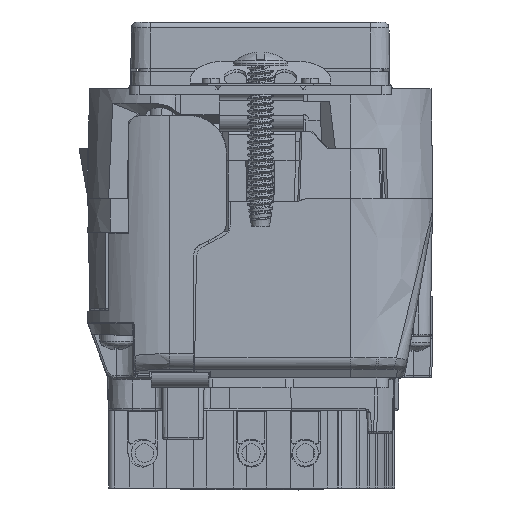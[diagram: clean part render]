
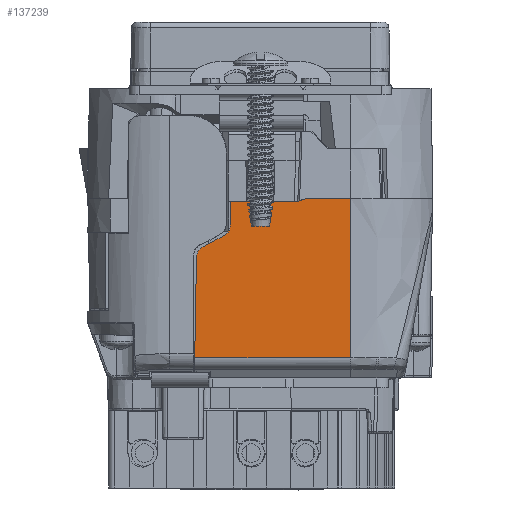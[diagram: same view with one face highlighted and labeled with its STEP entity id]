
A CAD part, front view. The second image highlights one B-rep face of the part: STEP entity #137239.
In plain terms, the highlighted planar face has unit normal (0, -1, -0.018).
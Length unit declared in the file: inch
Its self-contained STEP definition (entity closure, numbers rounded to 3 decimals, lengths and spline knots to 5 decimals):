
#172 = FACE_OUTER_BOUND ( 'NONE', #58734, .T. ) ;
#1063 = DIRECTION ( 'NONE',  ( -0.94, 0.006, -0.342 ) ) ;
#6474 = CARTESIAN_POINT ( 'NONE',  ( 1.71207, 0.83673, 2.05274 ) ) ;
#12324 = CARTESIAN_POINT ( 'NONE',  ( 1.71305, 0.83673, 2.05274 ) ) ;
#17322 = CARTESIAN_POINT ( 'NONE',  ( 1.71205, 0.83673, 2.05274 ) ) ;
#22949 =( BOUNDED_CURVE ( )  B_SPLINE_CURVE ( 3, ( #124639, #217343, #162966, #66311 ),
 .UNSPECIFIED., .F., .T. ) 
 B_SPLINE_CURVE_WITH_KNOTS ( ( 4, 4 ),
 ( 0.41348, 1.55334 ),
 .UNSPECIFIED. ) 
 CURVE ( )  GEOMETRIC_REPRESENTATION_ITEM ( )  RATIONAL_B_SPLINE_CURVE ( ( 1., 0.895, 0.895, 1. ) ) 
 REPRESENTATION_ITEM ( '' )  );
#24746 = VERTEX_POINT ( 'NONE', #194908 ) ;
#26655 = B_SPLINE_CURVE_WITH_KNOTS ( 'NONE', 3,
 ( #217319, #127194, #6474, #235628, #88122, #184074, #158942 ),
 .UNSPECIFIED., .F., .F.,
 ( 4, 3, 4 ),
 ( 0., 0., 0.00003 ),
 .UNSPECIFIED. ) ;
#28887 = EDGE_CURVE ( 'NONE', #141557, #159531, #133547, .T. ) ;
#30380 = EDGE_CURVE ( 'NONE', #118416, #24746, #227554, .T. ) ;
#32655 = EDGE_CURVE ( 'NONE', #138882, #113583, #26655, .T. ) ;
#36549 = VERTEX_POINT ( 'NONE', #208417 ) ;
#38489 = DIRECTION ( 'NONE',  ( 0., -1., -0.017 ) ) ;
#38789 = EDGE_CURVE ( 'NONE', #184693, #57666, #210543, .T. ) ;
#39555 = DIRECTION ( 'NONE',  ( -1., 0., 0. ) ) ;
#40315 = LINE ( 'NONE', #117083, #88198 ) ;
#41187 = ORIENTED_EDGE ( 'NONE', *, *, #115734, .F. ) ;
#44624 = ORIENTED_EDGE ( 'NONE', *, *, #132265, .T. ) ;
#51247 = CARTESIAN_POINT ( 'NONE',  ( 1.08318, 0.82596, 2.66972 ) ) ;
#52289 = LINE ( 'NONE', #225496, #168629 ) ;
#55094 = CARTESIAN_POINT ( 'NONE',  ( 0.93041, 0.83673, 2.05274 ) ) ;
#57666 = VERTEX_POINT ( 'NONE', #55094 ) ;
#58466 = CARTESIAN_POINT ( 'NONE',  ( 1.71305, 0.82277, 2.85222 ) ) ;
#58734 = EDGE_LOOP ( 'NONE', ( #168213, #150569, #122358, #105347, #44624, #190804, #216605, #94426, #128846, #156956, #41187, #128827 ) ) ;
#59641 = CARTESIAN_POINT ( 'NONE',  ( 1.11005, 0.82509, 2.71975 ) ) ;
#63379 = CARTESIAN_POINT ( 'NONE',  ( 1.08318, 0.82596, 2.66972 ) ) ;
#64728 =( BOUNDED_CURVE ( )  B_SPLINE_CURVE ( 3, ( #59641, #157162, #214778, #78878 ),
 .UNSPECIFIED., .F., .T. ) 
 B_SPLINE_CURVE_WITH_KNOTS ( ( 4, 4 ),
 ( 1.5708, 2.55667 ),
 .UNSPECIFIED. ) 
 CURVE ( )  GEOMETRIC_REPRESENTATION_ITEM ( )  RATIONAL_B_SPLINE_CURVE ( ( 1., 0.921, 0.921, 1. ) ) 
 REPRESENTATION_ITEM ( '' )  );
#66311 = CARTESIAN_POINT ( 'NONE',  ( 0.93921, 0.82793, 2.55689 ) ) ;
#68464 = VERTEX_POINT ( 'NONE', #205154 ) ;
#68534 = CARTESIAN_POINT ( 'NONE',  ( 0.93921, 0.82793, 2.55689 ) ) ;
#70287 = VERTEX_POINT ( 'NONE', #136644 ) ;
#74548 = CARTESIAN_POINT ( 'NONE',  ( 0.92948, 0.83766, 1.99949 ) ) ;
#76072 = PLANE ( 'NONE',  #135815 ) ;
#77301 = LINE ( 'NONE', #12324, #112918 ) ;
#78878 = CARTESIAN_POINT ( 'NONE',  ( 1.08318, 0.82596, 2.66972 ) ) ;
#88122 = CARTESIAN_POINT ( 'NONE',  ( 1.7124, 0.83673, 2.05274 ) ) ;
#88198 = VECTOR ( 'NONE', #39555, 39.37008 ) ;
#90380 = VECTOR ( 'NONE', #219548, 39.37008 ) ;
#91116 = VECTOR ( 'NONE', #149598, 39.37008 ) ;
#92371 = EDGE_CURVE ( 'NONE', #113583, #36549, #154780, .T. ) ;
#94426 = ORIENTED_EDGE ( 'NONE', *, *, #30380, .T. ) ;
#105347 = ORIENTED_EDGE ( 'NONE', *, *, #92371, .T. ) ;
#106570 = DIRECTION ( 'NONE',  ( 1., 0., 0. ) ) ;
#112874 = VECTOR ( 'NONE', #246828, 39.37008 ) ;
#112918 = VECTOR ( 'NONE', #106570, 39.37008 ) ;
#113397 = CARTESIAN_POINT ( 'NONE',  ( 1.71305, 0.82277, 2.85222 ) ) ;
#113583 = VERTEX_POINT ( 'NONE', #241851 ) ;
#115262 = CARTESIAN_POINT ( 'NONE',  ( 1.48901, 0.82277, 2.85222 ) ) ;
#115734 = EDGE_CURVE ( 'NONE', #70287, #137363, #223326, .T. ) ;
#117083 = CARTESIAN_POINT ( 'NONE',  ( 1.71305, 0.82277, 2.85222 ) ) ;
#118416 = VERTEX_POINT ( 'NONE', #223450 ) ;
#120052 = CARTESIAN_POINT ( 'NONE',  ( 1.45282, 0.82301, 2.83868 ) ) ;
#122358 = ORIENTED_EDGE ( 'NONE', *, *, #32655, .T. ) ;
#124639 = CARTESIAN_POINT ( 'NONE',  ( 0.97509, 0.82699, 2.61079 ) ) ;
#127194 = CARTESIAN_POINT ( 'NONE',  ( 1.71206, 0.83673, 2.05274 ) ) ;
#128827 = ORIENTED_EDGE ( 'NONE', *, *, #182070, .T. ) ;
#128846 = ORIENTED_EDGE ( 'NONE', *, *, #128949, .T. ) ;
#128949 = EDGE_CURVE ( 'NONE', #24746, #68464, #52289, .T. ) ;
#132265 = EDGE_CURVE ( 'NONE', #36549, #141557, #40315, .T. ) ;
#133547 = LINE ( 'NONE', #190425, #145468 ) ;
#135815 = AXIS2_PLACEMENT_3D ( 'NONE', #58466, #38489, #170334 ) ;
#136644 = CARTESIAN_POINT ( 'NONE',  ( 0.97509, 0.82699, 2.61079 ) ) ;
#137239 = ADVANCED_FACE ( 'NONE', ( #172 ), #76072, .T. ) ;
#137363 = VERTEX_POINT ( 'NONE', #63379 ) ;
#138629 = EDGE_CURVE ( 'NONE', #159531, #118416, #199856, .T. ) ;
#138882 = VERTEX_POINT ( 'NONE', #17322 ) ;
#141557 = VERTEX_POINT ( 'NONE', #115262 ) ;
#145468 = VECTOR ( 'NONE', #1063, 39.37008 ) ;
#149598 = DIRECTION ( 'NONE',  ( -0.017, 0.017, -1. ) ) ;
#150569 = ORIENTED_EDGE ( 'NONE', *, *, #178413, .T. ) ;
#153399 = EDGE_CURVE ( 'NONE', #68464, #137363, #64728, .T. ) ;
#154780 = LINE ( 'NONE', #113397, #112874 ) ;
#156956 = ORIENTED_EDGE ( 'NONE', *, *, #153399, .T. ) ;
#157162 = CARTESIAN_POINT ( 'NONE',  ( 1.11005, 0.82544, 2.69919 ) ) ;
#158942 = CARTESIAN_POINT ( 'NONE',  ( 1.71305, 0.83673, 2.05274 ) ) ;
#159531 = VERTEX_POINT ( 'NONE', #169537 ) ;
#162966 = CARTESIAN_POINT ( 'NONE',  ( 0.93963, 0.82751, 2.58101 ) ) ;
#167174 = CARTESIAN_POINT ( 'NONE',  ( 0.97509, 0.82699, 2.61079 ) ) ;
#168213 = ORIENTED_EDGE ( 'NONE', *, *, #38789, .T. ) ;
#168629 = VECTOR ( 'NONE', #227975, 39.37008 ) ;
#169537 = CARTESIAN_POINT ( 'NONE',  ( 1.45288, 0.823, 2.83907 ) ) ;
#170334 = DIRECTION ( 'NONE',  ( 0., 0.017, -1. ) ) ;
#176865 = CARTESIAN_POINT ( 'NONE',  ( 1.45266, 0.82303, 2.83765 ) ) ;
#178413 = EDGE_CURVE ( 'NONE', #57666, #138882, #77301, .T. ) ;
#182070 = EDGE_CURVE ( 'NONE', #70287, #184693, #22949, .T. ) ;
#184074 = CARTESIAN_POINT ( 'NONE',  ( 1.71273, 0.83673, 2.05274 ) ) ;
#184693 = VERTEX_POINT ( 'NONE', #68534 ) ;
#190425 = CARTESIAN_POINT ( 'NONE',  ( 1.49491, 0.82274, 2.85437 ) ) ;
#190804 = ORIENTED_EDGE ( 'NONE', *, *, #28887, .T. ) ;
#194908 = CARTESIAN_POINT ( 'NONE',  ( 1.11005, 0.82303, 2.83722 ) ) ;
#199856 = B_SPLINE_CURVE_WITH_KNOTS ( 'NONE', 3,
 ( #235943, #120052, #176865, #234286 ),
 .UNSPECIFIED., .F., .F.,
 ( 4, 4 ),
 ( 0., 1. ),
 .UNSPECIFIED. ) ;
#200455 = CARTESIAN_POINT ( 'NONE',  ( 1.71305, 0.82303, 2.83722 ) ) ;
#205154 = CARTESIAN_POINT ( 'NONE',  ( 1.11005, 0.82509, 2.71975 ) ) ;
#205518 = CARTESIAN_POINT ( 'NONE',  ( 1.04888, 0.82636, 2.64701 ) ) ;
#208417 = CARTESIAN_POINT ( 'NONE',  ( 1.71305, 0.82277, 2.85222 ) ) ;
#210543 = LINE ( 'NONE', #74548, #91116 ) ;
#214778 = CARTESIAN_POINT ( 'NONE',  ( 1.10032, 0.82576, 2.68108 ) ) ;
#216605 = ORIENTED_EDGE ( 'NONE', *, *, #138629, .T. ) ;
#217319 = CARTESIAN_POINT ( 'NONE',  ( 1.71205, 0.83673, 2.05274 ) ) ;
#217343 = CARTESIAN_POINT ( 'NONE',  ( 0.953, 0.82716, 2.60109 ) ) ;
#219548 = DIRECTION ( 'NONE',  ( -1., 0., 0. ) ) ;
#223326 =( BOUNDED_CURVE ( )  B_SPLINE_CURVE ( 3, ( #167174, #242265, #205518, #51247 ),
 .UNSPECIFIED., .F., .F. ) 
 B_SPLINE_CURVE_WITH_KNOTS ( ( 4, 4 ),
 ( 3.55508, 3.72651 ),
 .UNSPECIFIED. ) 
 CURVE ( )  GEOMETRIC_REPRESENTATION_ITEM ( )  RATIONAL_B_SPLINE_CURVE ( ( 1., 0.998, 0.998, 1. ) ) 
 REPRESENTATION_ITEM ( '' )  );
#223450 = CARTESIAN_POINT ( 'NONE',  ( 1.45259, 0.82303, 2.83722 ) ) ;
#225496 = CARTESIAN_POINT ( 'NONE',  ( 1.11005, 0.82277, 2.85222 ) ) ;
#227554 = LINE ( 'NONE', #200455, #90380 ) ;
#227975 = DIRECTION ( 'NONE',  ( 0., 0.017, -1. ) ) ;
#234286 = CARTESIAN_POINT ( 'NONE',  ( 1.45259, 0.82303, 2.83722 ) ) ;
#235628 = CARTESIAN_POINT ( 'NONE',  ( 1.71207, 0.83673, 2.05274 ) ) ;
#235943 = CARTESIAN_POINT ( 'NONE',  ( 1.45288, 0.823, 2.83907 ) ) ;
#241851 = CARTESIAN_POINT ( 'NONE',  ( 1.71305, 0.83673, 2.05274 ) ) ;
#242265 = CARTESIAN_POINT ( 'NONE',  ( 1.01276, 0.8267, 2.62732 ) ) ;
#246828 = DIRECTION ( 'NONE',  ( 0., -0.017, 1. ) ) ;
